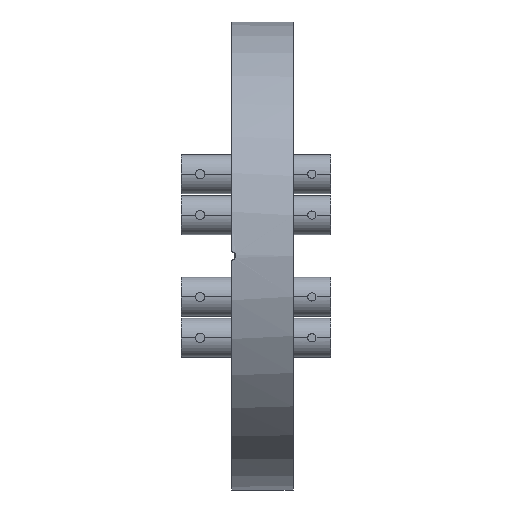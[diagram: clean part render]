
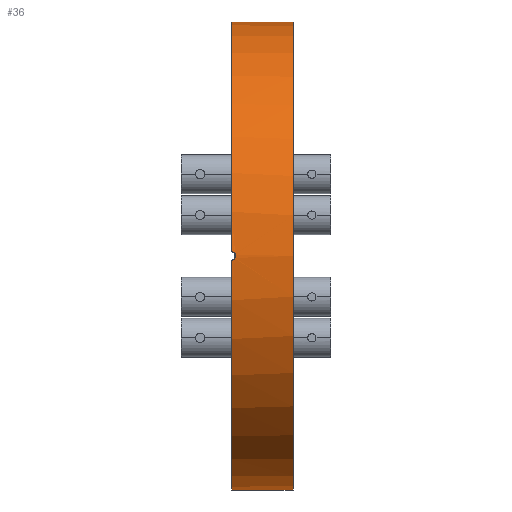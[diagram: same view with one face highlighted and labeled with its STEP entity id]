
A CAD part, left-side view. The second image highlights one B-rep face of the part: STEP entity #36.
In plain terms, the highlighted cylindrical face has radius 57.15 mm (diameter 114.3 mm), a partial arc.
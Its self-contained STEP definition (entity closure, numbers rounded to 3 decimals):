
#36 = ADVANCED_FACE ( 'NONE', ( #3131 ), #3835, .T. ) ;
#189 = CARTESIAN_POINT ( 'NONE',  ( -57.143, -0.504, 0.874 ) ) ;
#213 = CARTESIAN_POINT ( 'NONE',  ( -57.148, -0.874, 0.503 ) ) ;
#224 = CARTESIAN_POINT ( 'NONE',  ( 0., -15., 0. ) ) ;
#259 = VERTEX_POINT ( 'NONE', #3873 ) ;
#264 = EDGE_CURVE ( 'NONE', #259, #468, #1889, .T. ) ;
#298 = VECTOR ( 'NONE', #4469, 1000. ) ;
#324 = CARTESIAN_POINT ( 'NONE',  ( 0., -15., -57.15 ) ) ;
#332 = CARTESIAN_POINT ( 'NONE',  ( 0., 0., -57.15 ) ) ;
#456 = VERTEX_POINT ( 'NONE', #2685 ) ;
#468 = VERTEX_POINT ( 'NONE', #4462 ) ;
#510 = CARTESIAN_POINT ( 'NONE',  ( -57.142, -0.262, 0.974 ) ) ;
#534 = CARTESIAN_POINT ( 'NONE',  ( -57.15, -0.974, -0.261 ) ) ;
#809 = CARTESIAN_POINT ( 'NONE',  ( 0., -15., 57.15 ) ) ;
#818 = ORIENTED_EDGE ( 'NONE', *, *, #264, .T. ) ;
#835 = DIRECTION ( 'NONE',  ( 0., 1., 0. ) ) ;
#887 = VERTEX_POINT ( 'NONE', #1544 ) ;
#1228 = CARTESIAN_POINT ( 'NONE',  ( -57.141, 0., -1. ) ) ;
#1314 = ORIENTED_EDGE ( 'NONE', *, *, #4001, .F. ) ;
#1503 = AXIS2_PLACEMENT_3D ( 'NONE', #2788, #3223, #3589 ) ;
#1544 = CARTESIAN_POINT ( 'NONE',  ( 0., 0., 57.15 ) ) ;
#1564 = EDGE_CURVE ( 'NONE', #2437, #456, #4148, .T. ) ;
#1594 = CARTESIAN_POINT ( 'NONE',  ( -57.15, -1., -0.13 ) ) ;
#1634 = CARTESIAN_POINT ( 'NONE',  ( -57.147, -0.799, 0.615 ) ) ;
#1673 = DIRECTION ( 'NONE',  ( 0., 1., 0. ) ) ;
#1683 = ORIENTED_EDGE ( 'NONE', *, *, #3465, .F. ) ;
#1694 = EDGE_LOOP ( 'NONE', ( #1314, #3866, #4086, #1683, #818, #2462 ) ) ;
#1784 = AXIS2_PLACEMENT_3D ( 'NONE', #224, #1673, #4583 ) ;
#1786 = VECTOR ( 'NONE', #835, 1000. ) ;
#1789 = DIRECTION ( 'NONE',  ( 0., 0., 1. ) ) ;
#1889 = B_SPLINE_CURVE_WITH_KNOTS ( 'NONE', 3,
 ( #3784, #3402, #510, #189, #3463, #1634, #213, #2336, #2744, #1594, #534, #4203, #3847, #3057, #4575, #1228 ),
 .UNSPECIFIED., .F., .F.,
 ( 4, 2, 2, 2, 2, 2, 2, 4 ),
 ( 0., 0., 0.001, 0.001, 0.002, 0.002, 0.002, 0.003 ),
 .UNSPECIFIED. ) ;
#2222 = DIRECTION ( 'NONE',  ( 0., 0., 1. ) ) ;
#2336 = CARTESIAN_POINT ( 'NONE',  ( -57.15, -0.974, 0.263 ) ) ;
#2437 = VERTEX_POINT ( 'NONE', #324 ) ;
#2462 = ORIENTED_EDGE ( 'NONE', *, *, #3848, .F. ) ;
#2529 = EDGE_CURVE ( 'NONE', #456, #887, #3026, .T. ) ;
#2554 = CARTESIAN_POINT ( 'NONE',  ( 0., -15., -57.15 ) ) ;
#2660 = DIRECTION ( 'NONE',  ( 0., 1., 0. ) ) ;
#2685 = CARTESIAN_POINT ( 'NONE',  ( 0., -15., 57.15 ) ) ;
#2714 = AXIS2_PLACEMENT_3D ( 'NONE', #4067, #2660, #2222 ) ;
#2744 = CARTESIAN_POINT ( 'NONE',  ( -57.15, -1., 0.131 ) ) ;
#2788 = CARTESIAN_POINT ( 'NONE',  ( 0., 0., 0. ) ) ;
#3019 = CIRCLE ( 'NONE', #2714, 57.15 ) ;
#3026 = LINE ( 'NONE', #809, #1786 ) ;
#3057 = CARTESIAN_POINT ( 'NONE',  ( -57.143, -0.521, -0.893 ) ) ;
#3131 = FACE_OUTER_BOUND ( 'NONE', #1694, .T. ) ;
#3223 = DIRECTION ( 'NONE',  ( 0., 1., 0. ) ) ;
#3402 = CARTESIAN_POINT ( 'NONE',  ( -57.141, -0.132, 1. ) ) ;
#3463 = CARTESIAN_POINT ( 'NONE',  ( -57.144, -0.615, 0.799 ) ) ;
#3465 = EDGE_CURVE ( 'NONE', #259, #887, #3019, .T. ) ;
#3534 = CARTESIAN_POINT ( 'NONE',  ( 0., -15., 0. ) ) ;
#3541 = AXIS2_PLACEMENT_3D ( 'NONE', #3534, #4278, #1789 ) ;
#3567 = CIRCLE ( 'NONE', #1503, 57.15 ) ;
#3589 = DIRECTION ( 'NONE',  ( 0., 0., 1. ) ) ;
#3784 = CARTESIAN_POINT ( 'NONE',  ( -57.141, 0., 1. ) ) ;
#3835 = CYLINDRICAL_SURFACE ( 'NONE', #1784, 57.15 ) ;
#3847 = CARTESIAN_POINT ( 'NONE',  ( -57.147, -0.801, -0.613 ) ) ;
#3848 = EDGE_CURVE ( 'NONE', #4233, #468, #3567, .T. ) ;
#3866 = ORIENTED_EDGE ( 'NONE', *, *, #1564, .T. ) ;
#3873 = CARTESIAN_POINT ( 'NONE',  ( -57.141, 0., 1. ) ) ;
#4001 = EDGE_CURVE ( 'NONE', #2437, #4233, #4045, .T. ) ;
#4045 = LINE ( 'NONE', #2554, #298 ) ;
#4067 = CARTESIAN_POINT ( 'NONE',  ( 0., 0., 0. ) ) ;
#4086 = ORIENTED_EDGE ( 'NONE', *, *, #2529, .T. ) ;
#4148 = CIRCLE ( 'NONE', #3541, 57.15 ) ;
#4203 = CARTESIAN_POINT ( 'NONE',  ( -57.148, -0.874, -0.503 ) ) ;
#4233 = VERTEX_POINT ( 'NONE', #332 ) ;
#4278 = DIRECTION ( 'NONE',  ( 0., 1., 0. ) ) ;
#4462 = CARTESIAN_POINT ( 'NONE',  ( -57.141, 0., -1. ) ) ;
#4469 = DIRECTION ( 'NONE',  ( 0., 1., 0. ) ) ;
#4575 = CARTESIAN_POINT ( 'NONE',  ( -57.141, -0.264, -1. ) ) ;
#4583 = DIRECTION ( 'NONE',  ( 0., 0., 1. ) ) ;
